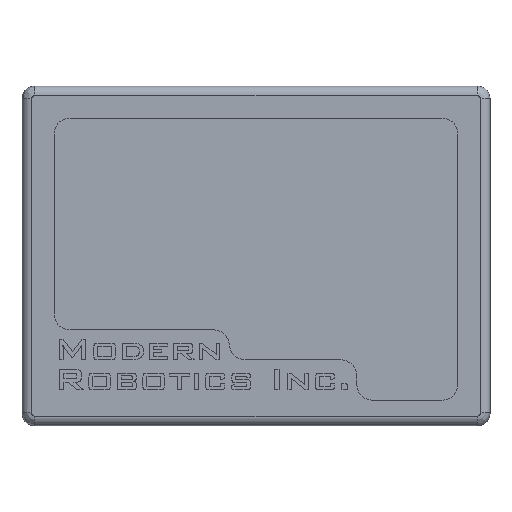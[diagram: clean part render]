
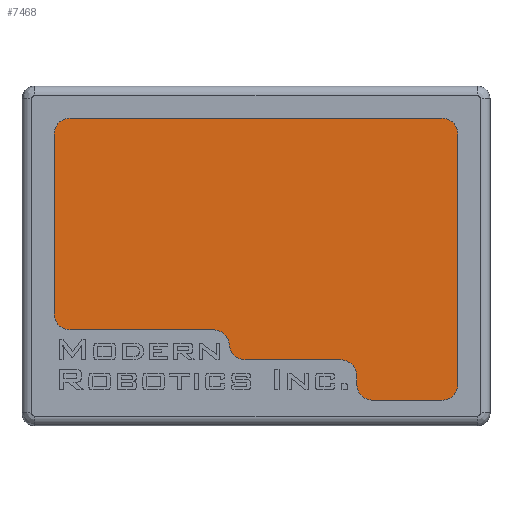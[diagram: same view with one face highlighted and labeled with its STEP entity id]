
A CAD part, top view. The second image highlights one B-rep face of the part: STEP entity #7468.
In plain terms, the highlighted planar face has unit normal (0, 0, 1).
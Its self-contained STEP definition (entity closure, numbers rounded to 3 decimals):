
#242=PLANE('',#7901);
#567=FACE_OUTER_BOUND('',#999,.T.);
#999=EDGE_LOOP('',(#5443,#5444,#5445,#5446,#5447,#5448,#5449,#5450,#5451,
#5452,#5453,#5454,#5455,#5456,#5457));
#1420=LINE('',#10088,#2341);
#1424=LINE('',#10100,#2345);
#1428=LINE('',#10112,#2349);
#1585=LINE('',#10666,#2506);
#1589=LINE('',#10678,#2510);
#1590=LINE('',#10682,#2511);
#1591=LINE('',#10685,#2512);
#2341=VECTOR('',#8311,39.);
#2345=VECTOR('',#8323,10.78);
#2349=VECTOR('',#8335,1.282);
#2506=VECTOR('',#8518,14.89);
#2510=VECTOR('',#8532,58.);
#2511=VECTOR('',#8535,28.039);
#2512=VECTOR('',#8538,22.34);
#3260=CIRCLE('',#7873,2.5);
#3262=CIRCLE('',#7877,2.5);
#3264=CIRCLE('',#7881,2.5);
#3267=CIRCLE('',#7886,2.5);
#3276=CIRCLE('',#7898,2.5);
#3277=CIRCLE('',#7900,2.5);
#3278=CIRCLE('',#7902,2.5);
#3279=CIRCLE('',#7903,2.5);
#3332=VERTEX_POINT('',#10078);
#3333=VERTEX_POINT('',#10079);
#3336=VERTEX_POINT('',#10087);
#3338=VERTEX_POINT('',#10093);
#3340=VERTEX_POINT('',#10099);
#3342=VERTEX_POINT('',#10105);
#3344=VERTEX_POINT('',#10111);
#3347=VERTEX_POINT('',#10119);
#3552=VERTEX_POINT('',#10665);
#3553=VERTEX_POINT('',#10669);
#3554=VERTEX_POINT('',#10673);
#3555=VERTEX_POINT('',#10677);
#3556=VERTEX_POINT('',#10679);
#3557=VERTEX_POINT('',#10681);
#3558=VERTEX_POINT('',#10683);
#4074=EDGE_CURVE('',#3332,#3333,#3260,.T.);
#4078=EDGE_CURVE('',#3332,#3336,#1420,.T.);
#4081=EDGE_CURVE('',#3338,#3336,#3262,.T.);
#4084=EDGE_CURVE('',#3338,#3340,#1424,.T.);
#4087=EDGE_CURVE('',#3342,#3340,#3264,.T.);
#4090=EDGE_CURVE('',#3342,#3344,#1428,.T.);
#4094=EDGE_CURVE('',#3344,#3347,#3267,.F.);
#4301=EDGE_CURVE('',#3347,#3552,#1585,.T.);
#4303=EDGE_CURVE('',#3553,#3552,#3276,.T.);
#4305=EDGE_CURVE('',#3553,#3554,#3277,.F.);
#4307=EDGE_CURVE('',#3555,#3333,#1589,.T.);
#4308=EDGE_CURVE('',#3555,#3556,#3278,.T.);
#4309=EDGE_CURVE('',#3557,#3556,#1590,.T.);
#4310=EDGE_CURVE('',#3557,#3558,#3279,.T.);
#4311=EDGE_CURVE('',#3554,#3558,#1591,.T.);
#5443=ORIENTED_EDGE('',*,*,#4074,.T.);
#5444=ORIENTED_EDGE('',*,*,#4307,.F.);
#5445=ORIENTED_EDGE('',*,*,#4308,.T.);
#5446=ORIENTED_EDGE('',*,*,#4309,.F.);
#5447=ORIENTED_EDGE('',*,*,#4310,.T.);
#5448=ORIENTED_EDGE('',*,*,#4311,.F.);
#5449=ORIENTED_EDGE('',*,*,#4305,.F.);
#5450=ORIENTED_EDGE('',*,*,#4303,.T.);
#5451=ORIENTED_EDGE('',*,*,#4301,.F.);
#5452=ORIENTED_EDGE('',*,*,#4094,.F.);
#5453=ORIENTED_EDGE('',*,*,#4090,.F.);
#5454=ORIENTED_EDGE('',*,*,#4087,.T.);
#5455=ORIENTED_EDGE('',*,*,#4084,.F.);
#5456=ORIENTED_EDGE('',*,*,#4081,.T.);
#5457=ORIENTED_EDGE('',*,*,#4078,.F.);
#7468=ADVANCED_FACE('',(#567),#242,.F.);
#7873=AXIS2_PLACEMENT_3D('',#10080,#8303,#8304);
#7877=AXIS2_PLACEMENT_3D('',#10094,#8316,#8317);
#7881=AXIS2_PLACEMENT_3D('',#10106,#8328,#8329);
#7886=AXIS2_PLACEMENT_3D('',#10120,#8342,#8343);
#7898=AXIS2_PLACEMENT_3D('',#10670,#8522,#8523);
#7900=AXIS2_PLACEMENT_3D('',#10674,#8527,#8528);
#7901=AXIS2_PLACEMENT_3D('',#10676,#8530,#8531);
#7902=AXIS2_PLACEMENT_3D('',#10680,#8533,#8534);
#7903=AXIS2_PLACEMENT_3D('',#10684,#8536,#8537);
#8303=DIRECTION('center_axis',(0.,0.,1.));
#8304=DIRECTION('ref_axis',(0.707,0.707,0.));
#8311=DIRECTION('',(0.,-1.,0.));
#8316=DIRECTION('center_axis',(0.,0.,1.));
#8317=DIRECTION('ref_axis',(0.707,-0.707,0.));
#8323=DIRECTION('',(-1.,0.,0.));
#8328=DIRECTION('center_axis',(0.,0.,1.));
#8329=DIRECTION('ref_axis',(-0.707,-0.707,0.));
#8335=DIRECTION('',(0.,1.,0.));
#8342=DIRECTION('center_axis',(0.,0.,-1.));
#8343=DIRECTION('ref_axis',(0.707,0.707,0.));
#8518=DIRECTION('',(-1.,0.,0.));
#8522=DIRECTION('center_axis',(0.,0.,1.));
#8523=DIRECTION('ref_axis',(0.,1.,0.));
#8527=DIRECTION('center_axis',(0.,0.,-1.));
#8528=DIRECTION('ref_axis',(0.707,0.707,0.));
#8530=DIRECTION('center_axis',(0.,0.,-1.));
#8531=DIRECTION('ref_axis',(-1.,0.,0.));
#8532=DIRECTION('',(1.,0.,0.));
#8533=DIRECTION('center_axis',(0.,0.,1.));
#8534=DIRECTION('ref_axis',(-0.707,0.707,0.));
#8535=DIRECTION('',(0.,1.,0.));
#8536=DIRECTION('center_axis',(0.,0.,1.));
#8537=DIRECTION('ref_axis',(-0.707,-0.707,0.));
#8538=DIRECTION('',(-1.,0.,0.));
#10078=CARTESIAN_POINT('',(63.5,51.,15.7));
#10079=CARTESIAN_POINT('',(61.,53.5,15.7));
#10080=CARTESIAN_POINT('Origin',(61.,51.,15.7));
#10087=CARTESIAN_POINT('',(63.5,12.,15.7));
#10088=CARTESIAN_POINT('',(63.5,20.461,15.7));
#10093=CARTESIAN_POINT('',(61.,9.5,15.7));
#10094=CARTESIAN_POINT('Origin',(61.,12.,15.7));
#10099=CARTESIAN_POINT('',(50.22,9.5,15.7));
#10100=CARTESIAN_POINT('',(47.72,9.5,15.7));
#10105=CARTESIAN_POINT('',(47.72,12.,15.7));
#10106=CARTESIAN_POINT('Origin',(50.22,12.,15.7));
#10111=CARTESIAN_POINT('',(47.72,13.282,15.7));
#10112=CARTESIAN_POINT('',(47.72,15.782,15.7));
#10119=CARTESIAN_POINT('',(45.22,15.782,15.7));
#10120=CARTESIAN_POINT('Origin',(45.22,13.282,15.7));
#10665=CARTESIAN_POINT('',(30.33,15.782,15.7));
#10666=CARTESIAN_POINT('',(27.84,15.782,15.7));
#10669=CARTESIAN_POINT('',(27.835,18.121,15.7));
#10670=CARTESIAN_POINT('Origin',(30.33,18.282,15.7));
#10673=CARTESIAN_POINT('',(25.34,20.461,15.7));
#10674=CARTESIAN_POINT('Origin',(25.34,17.961,15.7));
#10676=CARTESIAN_POINT('Origin',(55.61,12.641,15.7));
#10677=CARTESIAN_POINT('',(3.,53.5,15.7));
#10678=CARTESIAN_POINT('',(63.5,53.5,15.7));
#10679=CARTESIAN_POINT('',(0.5,51.,15.7));
#10680=CARTESIAN_POINT('Origin',(3.,51.,15.7));
#10681=CARTESIAN_POINT('',(0.5,22.961,15.7));
#10682=CARTESIAN_POINT('',(0.5,53.5,15.7));
#10683=CARTESIAN_POINT('',(3.,20.461,15.7));
#10684=CARTESIAN_POINT('Origin',(3.,22.961,15.7));
#10685=CARTESIAN_POINT('',(0.5,20.461,15.7));
